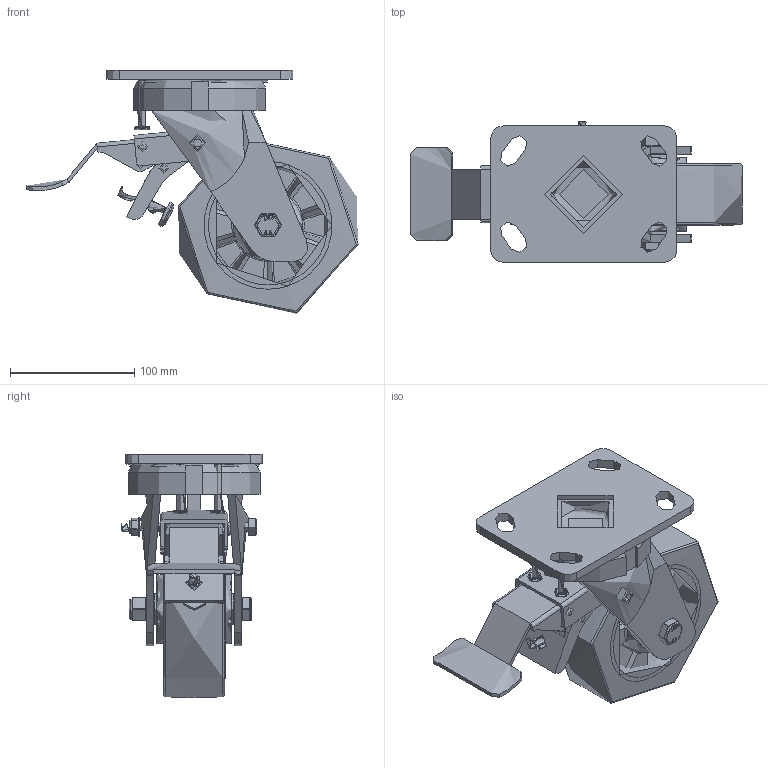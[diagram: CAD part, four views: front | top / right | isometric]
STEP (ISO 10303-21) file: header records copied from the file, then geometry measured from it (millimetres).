
FILE_DESCRIPTION(/* description */ (''),/* implementation_level */ '2;1');
FILE_NAME(/* name */ 'BZK150SPABJSWB.step',/* time_stamp */ '2024-10-10T16:18:00+01:00',/* author */ (''),/* organization */ (''),/* preprocessor_version */ 'ST-DEVELOPER v20',/* originating_system */ 'Autodesk Translation Framework v13.20.0.188',/* authorisation */ '');
FILE_SCHEMA (('AUTOMOTIVE_DESIGN { 1 0 10303 214 3 1 1 }'));
Products named in the file (57): BZK150SPABJSWB; BZK150ASSWB v2; FABRICATED STEEL TOP PLATE; FABRICATED STEEL FORKS; FABRICATED STEEL BRAKE; NUT; BRAKE 1; BRAKE PEDAL; NUT2; BRAKE BOLT; BOLT; BOLT2; BOLT3; BOLT4; WASHER; BZK150ASSWB BRAKE TEST v1; BRAKE 2; BZH150WSPABJM20 v1; 75 SHORE A POLYURETHANE TYRE; ALUMINIUM RIM; BEARING6204; BALL BEARINGS; BEARING6204 (1); BALL BEARINGS (1); Component3; INNER; OUTER; MIDDLE; RUBBER; BEARING SPACER; TH20X2X12 v1; ZINC PLATED HEADED SPACER; TH20X2X12 v1 (1); ZINC PLATED HEADED SPACER (1); HEXBOLTM12X90Z8.8 v2; GRADE 8.8 ZINC PLATED BOLT; NYLOCM12Z14MM v1; NYLOC NUT; NUT (1); RUBBER (1) ...
Assembly tree (75 placements, depth 5):
  BZK150SPABJSWB
    BZK150ASSWB v2
      FABRICATED STEEL TOP PLATE
      FABRICATED STEEL FORKS
      FABRICATED STEEL BRAKE
        NUT
        BRAKE 1
        BRAKE PEDAL
        NUT2
        BRAKE BOLT
        BOLT
        BOLT2
        BOLT3
        BOLT4
        WASHER
        BZK150ASSWB BRAKE TEST v1
          BRAKE 2
    BZH150WSPABJM20 v1
      75 SHORE A POLYURETHANE TYRE
      ALUMINIUM RIM
      BEARING6204
        INNER
        OUTER
        BALL BEARINGS
          Component3  x8
        MIDDLE
        RUBBER
      BEARING6204 (1)
        BALL BEARINGS (1)
          Component3  x8
        INNER
        OUTER
        MIDDLE
        RUBBER
      BEARING SPACER
    TH20X2X12 v1
      ZINC PLATED HEADED SPACER
    TH20X2X12 v1 (1)
      ZINC PLATED HEADED SPACER (1)
    HEXBOLTM12X90Z8.8 v2
      GRADE 8.8 ZINC PLATED BOLT
    NYLOCM12Z14MM v1
      NYLOC NUT
        NUT (1)
        RUBBER (1)
    BZK150ASSWB v3
      FABRICATED STEEL TOP PLATE (1)
      FABRICATED STEEL FORKS (1)
      FABRICATED STEEL BRAKE (1)
        NUT (2)
        BRAKE 1 (1)
        BRAKE PEDAL (1)
        NUT2 (1)
        BRAKE BOLT (1)
        BOLT (1)
        BOLT2 (1)
        BOLT3 (1)
        BOLT4 (1)
        WASHER (1)
        BZK150ASSWB BRAKE TEST v1 (1)
Bounding box: 267.49 x 113.5 x 196.33 mm (x, y, z)
Volume: 1541565.4 mm3; surface area: 489569.3 mm2
Topology: 64 solids, 64 shells, 2052 faces, 5024 edges, 3196 vertices
Faces by surface type: plane 747, bspline 536, cylinder 516, sphere 154, torus 84, cone 15
Full cylindrical faces by diameter (mm): 6 x74, 7 x2, 8 x82, 9.836 x16, 10 x2, 11.834 x16, 12 x7, 12.2 x2, 13 x6, 14 x4, 15 x2, 17.75 x1, 18.5 x1, 19.8 x2, 20 x3, 24 x1, 25 x2, 27 x2, 28.5 x8, 30.8 x4, 31.3 x4, 40.3 x4, 40.5 x4, 40.8 x4, 42 x10, 44 x1, 47 x4, 55.5 x2, 63 x4, 65 x2
Entity records: 157023 total; most frequent: CARTESIAN_POINT 118213, ORIENTED_EDGE 8090, DIRECTION 6987, EDGE_CURVE 4045, AXIS2_PLACEMENT_3D 2679, VERTEX_POINT 2558, EDGE_LOOP 1945, FACE_OUTER_BOUND 1691
